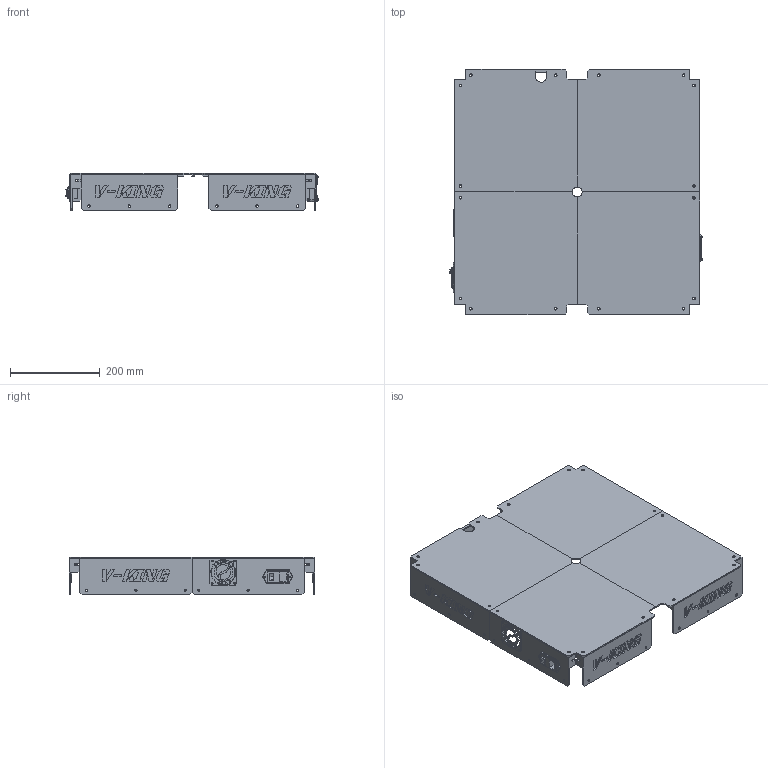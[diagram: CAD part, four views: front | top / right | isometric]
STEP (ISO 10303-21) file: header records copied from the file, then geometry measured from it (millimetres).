
FILE_DESCRIPTION(/* description */ (''),/* implementation_level */ '2;1');
FILE_NAME(/* name */ 'Bottom Cabinet Assy v4.step',/* time_stamp */ '2019-04-24T22:31:53+02:00',/* author */ ('roy25G4T'),/* organization */ (''),/* preprocessor_version */ 'ST-DEVELOPER v18',/* originating_system */ 'Autodesk Translation Framework v8.2.0.1029',/* authorisation */ '');
FILE_SCHEMA (('AUTOMOTIVE_DESIGN { 1 0 10303 214 3 1 1 }'));
Products named in the file (22): Bottom Cabinet Assy; Cover Front/Rear A; Cover Front/Rear B; Cover Front/Rear A_1; Cover Front/Rear B_1; Cover Side Switch/Fan; Fused Switch Triangle Lab; Component1; Cover Side Fan; Fan Grill 60; FAN 60-10; Fan House; Fan; M3 WASHER; M3x20; M3 NUT; Cover Side Text A; Cover Side Text B; V-King Led Plate; Enclosure Lid AD; Enclosure Lid BC; Enclosure Lid B
Assembly tree (37 placements, depth 4):
  Bottom Cabinet Assy
    Cover Front/Rear A
      V-King Led Plate
    Cover Front/Rear B
      V-King Led Plate
    Cover Front/Rear A_1
      V-King Led Plate
    Cover Front/Rear B_1
      V-King Led Plate
    Cover Side Switch/Fan
      Fan Grill 60
      Fused Switch Triangle Lab
        Component1
    Cover Side Fan
      Fan Grill 60
      FAN 60-10
        Fan House
        Fan
        M3 WASHER  x4
        M3 NUT  x4
        M3x20  x4
    Cover Side Text A
      V-King Led Plate
    Cover Side Text B
      V-King Led Plate
    Enclosure Lid AD  x2
    Enclosure Lid BC
    Enclosure Lid B
Bounding box: 562.7 x 546 x 83 mm (x, y, z)
Volume: 1452572.3 mm3; surface area: 1047820.9 mm2
Topology: 36 solids, 36 shells, 1959 faces, 5598 edges, 3713 vertices
Faces by surface type: plane 1046, cylinder 525, bspline 266, cone 112, torus 10
Full cylindrical faces by diameter (mm): 2.35 x152, 3 x158, 3.2 x4, 3.254 x4, 3.5 x6, 4 x16, 5 x28, 5.5 x20, 6 x16, 7 x4, 20 x1, 54 x2, 56 x1
Entity records: 61125 total; most frequent: CARTESIAN_POINT 26791, ORIENTED_EDGE 7494, DIRECTION 6052, EDGE_CURVE 3747, LINE 2742, VECTOR 2742, VERTEX_POINT 2497, AXIS2_PLACEMENT_3D 1655
